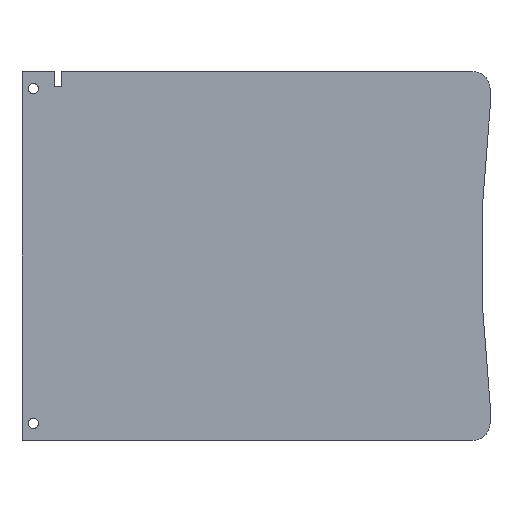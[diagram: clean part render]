
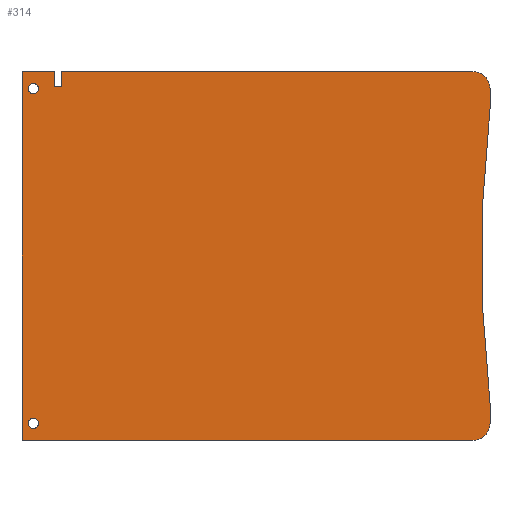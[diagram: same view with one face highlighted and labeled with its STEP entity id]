
A CAD part, front view. The second image highlights one B-rep face of the part: STEP entity #314.
In plain terms, the highlighted planar face has unit normal (0, -1, 0).
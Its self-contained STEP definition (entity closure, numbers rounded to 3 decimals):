
#17=FACE_BOUND('',#64,.T.);
#18=FACE_BOUND('',#65,.T.);
#29=PLANE('',#354);
#45=FACE_OUTER_BOUND('',#63,.T.);
#63=EDGE_LOOP('',(#280,#281,#282,#283,#284,#285,#286,#287,#288,#289,#290,
#291));
#64=EDGE_LOOP('',(#292));
#65=EDGE_LOOP('',(#293));
#70=LINE('',#456,#102);
#81=LINE('',#489,#113);
#86=LINE('',#502,#118);
#88=LINE('',#508,#120);
#89=LINE('',#511,#121);
#91=LINE('',#515,#123);
#93=LINE('',#519,#125);
#95=LINE('',#523,#127);
#97=LINE('',#526,#129);
#102=VECTOR('',#369,10.);
#113=VECTOR('',#396,10.);
#118=VECTOR('',#411,10.);
#120=VECTOR('',#419,10.);
#121=VECTOR('',#422,10.);
#123=VECTOR('',#426,10.);
#125=VECTOR('',#430,10.);
#127=VECTOR('',#434,10.);
#129=VECTOR('',#438,10.);
#131=CIRCLE('',#331,3.);
#136=CIRCLE('',#339,3.);
#137=CIRCLE('',#342,0.9);
#138=CIRCLE('',#344,0.9);
#139=CIRCLE('',#347,225.);
#142=VERTEX_POINT('',#446);
#143=VERTEX_POINT('',#448);
#145=VERTEX_POINT('',#454);
#157=VERTEX_POINT('',#482);
#158=VERTEX_POINT('',#484);
#159=VERTEX_POINT('',#488);
#160=VERTEX_POINT('',#492);
#161=VERTEX_POINT('',#496);
#162=VERTEX_POINT('',#500);
#163=VERTEX_POINT('',#504);
#164=VERTEX_POINT('',#510);
#165=VERTEX_POINT('',#514);
#166=VERTEX_POINT('',#518);
#167=VERTEX_POINT('',#522);
#170=EDGE_CURVE('',#142,#143,#131,.T.);
#174=EDGE_CURVE('',#142,#145,#70,.T.);
#188=EDGE_CURVE('',#157,#158,#136,.T.);
#190=EDGE_CURVE('',#159,#158,#81,.T.);
#193=EDGE_CURVE('',#160,#160,#137,.T.);
#195=EDGE_CURVE('',#161,#161,#138,.T.);
#197=EDGE_CURVE('',#157,#162,#86,.T.);
#198=EDGE_CURVE('',#162,#163,#139,.T.);
#200=EDGE_CURVE('',#163,#143,#88,.T.);
#201=EDGE_CURVE('',#145,#164,#89,.T.);
#203=EDGE_CURVE('',#164,#165,#91,.T.);
#205=EDGE_CURVE('',#165,#166,#93,.T.);
#207=EDGE_CURVE('',#166,#167,#95,.T.);
#209=EDGE_CURVE('',#167,#159,#97,.T.);
#280=ORIENTED_EDGE('',*,*,#170,.F.);
#281=ORIENTED_EDGE('',*,*,#174,.T.);
#282=ORIENTED_EDGE('',*,*,#201,.T.);
#283=ORIENTED_EDGE('',*,*,#203,.T.);
#284=ORIENTED_EDGE('',*,*,#205,.T.);
#285=ORIENTED_EDGE('',*,*,#207,.T.);
#286=ORIENTED_EDGE('',*,*,#209,.T.);
#287=ORIENTED_EDGE('',*,*,#190,.T.);
#288=ORIENTED_EDGE('',*,*,#188,.F.);
#289=ORIENTED_EDGE('',*,*,#197,.T.);
#290=ORIENTED_EDGE('',*,*,#198,.T.);
#291=ORIENTED_EDGE('',*,*,#200,.T.);
#292=ORIENTED_EDGE('',*,*,#195,.F.);
#293=ORIENTED_EDGE('',*,*,#193,.F.);
#314=ADVANCED_FACE('',(#45,#17,#18),#29,.F.);
#331=AXIS2_PLACEMENT_3D('',#449,#362,#363);
#339=AXIS2_PLACEMENT_3D('',#485,#391,#392);
#342=AXIS2_PLACEMENT_3D('',#494,#401,#402);
#344=AXIS2_PLACEMENT_3D('',#498,#406,#407);
#347=AXIS2_PLACEMENT_3D('',#505,#414,#415);
#354=AXIS2_PLACEMENT_3D('',#527,#439,#440);
#362=DIRECTION('center_axis',(0.,1.,0.));
#363=DIRECTION('ref_axis',(0.707,0.,0.707));
#369=DIRECTION('',(-1.,0.,0.));
#391=DIRECTION('center_axis',(0.,1.,0.));
#392=DIRECTION('ref_axis',(0.707,0.,-0.707));
#396=DIRECTION('',(1.,0.,0.));
#401=DIRECTION('center_axis',(0.,-1.,0.));
#402=DIRECTION('ref_axis',(1.,0.,0.));
#406=DIRECTION('center_axis',(0.,-1.,0.));
#407=DIRECTION('ref_axis',(1.,0.,0.));
#411=DIRECTION('',(0.,0.,1.));
#414=DIRECTION('center_axis',(0.,1.,0.));
#415=DIRECTION('ref_axis',(1.,0.,0.));
#419=DIRECTION('',(0.,0.,1.));
#422=DIRECTION('',(0.,0.,-1.));
#426=DIRECTION('',(-1.,0.,0.));
#430=DIRECTION('',(0.,0.,1.));
#434=DIRECTION('',(-1.,0.,0.));
#438=DIRECTION('',(0.,0.,-1.));
#439=DIRECTION('center_axis',(0.,1.,0.));
#440=DIRECTION('ref_axis',(1.,0.,0.));
#446=CARTESIAN_POINT('',(79.5,0.,65.));
#448=CARTESIAN_POINT('',(82.5,0.,62.));
#449=CARTESIAN_POINT('Origin',(79.5,0.,62.));
#454=CARTESIAN_POINT('',(6.94,0.,65.));
#456=CARTESIAN_POINT('',(82.5,0.,65.));
#482=CARTESIAN_POINT('',(82.5,0.,3.));
#484=CARTESIAN_POINT('',(79.5,0.,0.));
#485=CARTESIAN_POINT('Origin',(79.5,0.,3.));
#488=CARTESIAN_POINT('',(0.,0.,0.));
#489=CARTESIAN_POINT('',(0.,0.,0.));
#492=CARTESIAN_POINT('',(1.1,0.,3.));
#494=CARTESIAN_POINT('Origin',(2.,0.,3.));
#496=CARTESIAN_POINT('',(1.1,0.,62.));
#498=CARTESIAN_POINT('Origin',(2.,0.,62.));
#500=CARTESIAN_POINT('',(82.5,0.,6.563));
#502=CARTESIAN_POINT('',(82.5,0.,0.));
#504=CARTESIAN_POINT('',(82.5,0.,58.437));
#505=CARTESIAN_POINT('Origin',(306.,0.,32.5));
#508=CARTESIAN_POINT('',(82.5,0.,0.));
#510=CARTESIAN_POINT('',(6.94,0.,62.3));
#511=CARTESIAN_POINT('',(6.94,0.,65.));
#514=CARTESIAN_POINT('',(5.7,0.,62.3));
#515=CARTESIAN_POINT('',(6.94,0.,62.3));
#518=CARTESIAN_POINT('',(5.7,0.,65.));
#519=CARTESIAN_POINT('',(5.7,0.,62.3));
#522=CARTESIAN_POINT('',(0.,0.,65.));
#523=CARTESIAN_POINT('',(82.5,0.,65.));
#526=CARTESIAN_POINT('',(0.,0.,65.));
#527=CARTESIAN_POINT('Origin',(41.25,0.,32.5));
